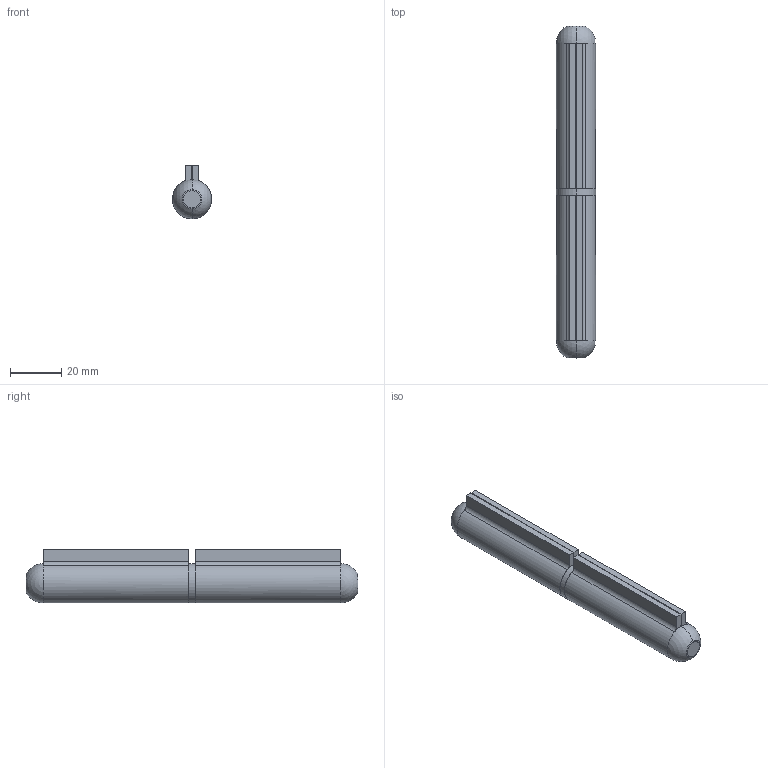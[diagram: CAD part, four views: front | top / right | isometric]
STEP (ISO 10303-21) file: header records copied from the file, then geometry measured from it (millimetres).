
FILE_DESCRIPTION (( 'STEP AP203' ), '1' );
FILE_NAME ('420-12.step', '2021-06-29T13:10:38', ( '' ), ( '' ), 'SwSTEP 2.0', 'SolidWorks 2018', '' );
FILE_SCHEMA (( 'CONFIG_CONTROL_DESIGN' ));
Length unit declared in the file: millimetre
Products named in the file (5): 420-XX Teil1_420-12 Teil1; 420-XX Teil2; 420-XX Teil1; 420-12; 420-XX Teil2_420-12 Teil2
Assembly tree (2 placements, depth 2):
  420-XX Teil2
  420-XX Teil1
  420-12
    420-XX Teil2_420-12 Teil2
    420-XX Teil1_420-12 Teil1
Bounding box: 15.3 x 130 x 21 mm (x, y, z)
Volume: 19811.1 mm3; surface area: 15253.6 mm2
Topology: 3 solids, 3 shells, 278 faces, 742 edges, 488 vertices
Faces by surface type: plane 157, bspline 89, cylinder 22, torus 4, sphere 4, cone 2
Entity records: 13113 total; most frequent: CARTESIAN_POINT 6319, ORIENTED_EDGE 1468, DIRECTION 1020, EDGE_CURVE 734, VERTEX_POINT 484, VECTOR 482, LINE 482, EDGE_LOOP 300
